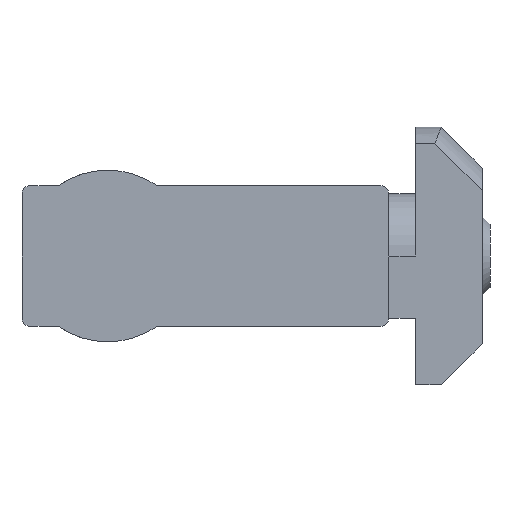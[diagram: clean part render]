
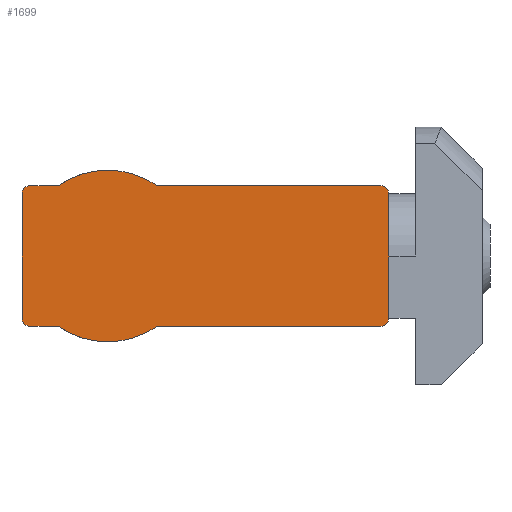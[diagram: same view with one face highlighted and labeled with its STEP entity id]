
A CAD part, left-side view. The second image highlights one B-rep face of the part: STEP entity #1699.
In plain terms, the highlighted planar face has unit normal (-1, 0, 0).
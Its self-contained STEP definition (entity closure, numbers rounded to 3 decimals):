
#12 = CARTESIAN_POINT ( 'NONE',  ( -15., 4., -4.5 ) ) ;
#77 = PLANE ( 'NONE',  #1590 ) ;
#81 = ORIENTED_EDGE ( 'NONE', *, *, #325, .F. ) ;
#83 = DIRECTION ( 'NONE',  ( 0., -1., 0. ) ) ;
#146 = ORIENTED_EDGE ( 'NONE', *, *, #1452, .F. ) ;
#152 = CARTESIAN_POINT ( 'NONE',  ( -15., 0., 0. ) ) ;
#161 = CARTESIAN_POINT ( 'NONE',  ( -15., 5.5, 0. ) ) ;
#234 = EDGE_LOOP ( 'NONE', ( #822, #4459, #2560, #81, #382, #3663, #1569, #146, #2193, #2464, #3553, #537 ) ) ;
#316 = CARTESIAN_POINT ( 'NONE',  ( -15., -3.162, 4.5 ) ) ;
#325 = EDGE_CURVE ( 'NONE', #1146, #629, #3746, .T. ) ;
#382 = ORIENTED_EDGE ( 'NONE', *, *, #2691, .F. ) ;
#537 = ORIENTED_EDGE ( 'NONE', *, *, #3098, .F. ) ;
#545 = VECTOR ( 'NONE', #1528, 1000. ) ;
#629 = VERTEX_POINT ( 'NONE', #316 ) ;
#734 = EDGE_CURVE ( 'NONE', #2114, #1851, #2888, .T. ) ;
#747 = LINE ( 'NONE', #12, #4815 ) ;
#812 = AXIS2_PLACEMENT_3D ( 'NONE', #4056, #976, #1392 ) ;
#822 = ORIENTED_EDGE ( 'NONE', *, *, #955, .F. ) ;
#825 = CARTESIAN_POINT ( 'NONE',  ( -15., 4., 0. ) ) ;
#840 = DIRECTION ( 'NONE',  ( 0., 1., 0. ) ) ;
#955 = EDGE_CURVE ( 'NONE', #1851, #4109, #3555, .T. ) ;
#976 = DIRECTION ( 'NONE',  ( 1., 0., 0. ) ) ;
#1146 = VERTEX_POINT ( 'NONE', #2191 ) ;
#1163 = LINE ( 'NONE', #161, #5044 ) ;
#1184 = VERTEX_POINT ( 'NONE', #1233 ) ;
#1233 = CARTESIAN_POINT ( 'NONE',  ( -15., 5., -4.5 ) ) ;
#1280 = VERTEX_POINT ( 'NONE', #2110 ) ;
#1392 = DIRECTION ( 'NONE',  ( 0., 1., 0. ) ) ;
#1410 = CARTESIAN_POINT ( 'NONE',  ( -15., 0., 0. ) ) ;
#1428 = DIRECTION ( 'NONE',  ( 1., 0., 0. ) ) ;
#1452 = EDGE_CURVE ( 'NONE', #1184, #4912, #3873, .T. ) ;
#1480 = VECTOR ( 'NONE', #2051, 1000. ) ;
#1495 = CARTESIAN_POINT ( 'NONE',  ( -15., 5., -4. ) ) ;
#1528 = DIRECTION ( 'NONE',  ( 0., 1., 0. ) ) ;
#1567 = EDGE_CURVE ( 'NONE', #3229, #1184, #3536, .T. ) ;
#1569 = ORIENTED_EDGE ( 'NONE', *, *, #1891, .F. ) ;
#1590 = AXIS2_PLACEMENT_3D ( 'NONE', #825, #4360, #840 ) ;
#1621 = CARTESIAN_POINT ( 'NONE',  ( -15., 4., 4.5 ) ) ;
#1699 = ADVANCED_FACE ( 'NONE', ( #2375 ), #77, .F. ) ;
#1737 = EDGE_CURVE ( 'NONE', #629, #2114, #3844, .T. ) ;
#1851 = VERTEX_POINT ( 'NONE', #3925 ) ;
#1891 = EDGE_CURVE ( 'NONE', #4912, #4486, #1163, .T. ) ;
#2002 = VERTEX_POINT ( 'NONE', #3358 ) ;
#2051 = DIRECTION ( 'NONE',  ( 0., 0., -1. ) ) ;
#2110 = CARTESIAN_POINT ( 'NONE',  ( -15., -3.162, -4.5 ) ) ;
#2114 = VERTEX_POINT ( 'NONE', #2126 ) ;
#2126 = CARTESIAN_POINT ( 'NONE',  ( -15., -17.5, 4.5 ) ) ;
#2191 = CARTESIAN_POINT ( 'NONE',  ( -15., 3.162, 4.5 ) ) ;
#2193 = ORIENTED_EDGE ( 'NONE', *, *, #1567, .F. ) ;
#2212 = EDGE_CURVE ( 'NONE', #4486, #2002, #3423, .T. ) ;
#2221 = CARTESIAN_POINT ( 'NONE',  ( -15., -18., -4. ) ) ;
#2262 = CIRCLE ( 'NONE', #4110, 5.5 ) ;
#2292 = DIRECTION ( 'NONE',  ( 0., 1., 0. ) ) ;
#2375 = FACE_OUTER_BOUND ( 'NONE', #234, .T. ) ;
#2420 = AXIS2_PLACEMENT_3D ( 'NONE', #1495, #4174, #2292 ) ;
#2464 = ORIENTED_EDGE ( 'NONE', *, *, #2780, .F. ) ;
#2485 = DIRECTION ( 'NONE',  ( 0., 0., 1. ) ) ;
#2560 = ORIENTED_EDGE ( 'NONE', *, *, #1737, .F. ) ;
#2575 = DIRECTION ( 'NONE',  ( 0., -1., 0. ) ) ;
#2597 = AXIS2_PLACEMENT_3D ( 'NONE', #2864, #3323, #2903 ) ;
#2631 = CIRCLE ( 'NONE', #2597, 0.5 ) ;
#2691 = EDGE_CURVE ( 'NONE', #2002, #1146, #3832, .T. ) ;
#2710 = AXIS2_PLACEMENT_3D ( 'NONE', #1410, #4507, #2575 ) ;
#2780 = EDGE_CURVE ( 'NONE', #1280, #3229, #2262, .T. ) ;
#2864 = CARTESIAN_POINT ( 'NONE',  ( -15., -17.5, -4. ) ) ;
#2888 = CIRCLE ( 'NONE', #812, 0.5 ) ;
#2903 = DIRECTION ( 'NONE',  ( 0., 1., 0. ) ) ;
#2974 = CARTESIAN_POINT ( 'NONE',  ( -15., 3.162, -4.5 ) ) ;
#3032 = CARTESIAN_POINT ( 'NONE',  ( -15., 5.5, 4. ) ) ;
#3098 = EDGE_CURVE ( 'NONE', #4109, #3928, #2631, .T. ) ;
#3229 = VERTEX_POINT ( 'NONE', #2974 ) ;
#3241 = DIRECTION ( 'NONE',  ( 1., 0., 0. ) ) ;
#3274 = DIRECTION ( 'NONE',  ( 0., -1., 0. ) ) ;
#3276 = CARTESIAN_POINT ( 'NONE',  ( -15., -18., 0. ) ) ;
#3323 = DIRECTION ( 'NONE',  ( 1., 0., 0. ) ) ;
#3358 = CARTESIAN_POINT ( 'NONE',  ( -15., 5., 4.5 ) ) ;
#3419 = VECTOR ( 'NONE', #83, 1000. ) ;
#3423 = CIRCLE ( 'NONE', #4826, 0.5 ) ;
#3470 = EDGE_CURVE ( 'NONE', #3928, #1280, #747, .T. ) ;
#3536 = LINE ( 'NONE', #3906, #545 ) ;
#3553 = ORIENTED_EDGE ( 'NONE', *, *, #3470, .F. ) ;
#3555 = LINE ( 'NONE', #3276, #1480 ) ;
#3663 = ORIENTED_EDGE ( 'NONE', *, *, #2212, .F. ) ;
#3746 = CIRCLE ( 'NONE', #2710, 5.5 ) ;
#3777 = VECTOR ( 'NONE', #4737, 1000. ) ;
#3832 = LINE ( 'NONE', #4741, #3419 ) ;
#3844 = LINE ( 'NONE', #1621, #3777 ) ;
#3873 = CIRCLE ( 'NONE', #2420, 0.5 ) ;
#3906 = CARTESIAN_POINT ( 'NONE',  ( -15., 4., -4.5 ) ) ;
#3925 = CARTESIAN_POINT ( 'NONE',  ( -15., -18., 4. ) ) ;
#3928 = VERTEX_POINT ( 'NONE', #4046 ) ;
#4046 = CARTESIAN_POINT ( 'NONE',  ( -15., -17.5, -4.5 ) ) ;
#4056 = CARTESIAN_POINT ( 'NONE',  ( -15., -17.5, 4. ) ) ;
#4109 = VERTEX_POINT ( 'NONE', #2221 ) ;
#4110 = AXIS2_PLACEMENT_3D ( 'NONE', #152, #3241, #3274 ) ;
#4123 = CARTESIAN_POINT ( 'NONE',  ( -15., 5., 4. ) ) ;
#4174 = DIRECTION ( 'NONE',  ( 1., 0., 0. ) ) ;
#4211 = DIRECTION ( 'NONE',  ( 0., 1., 0. ) ) ;
#4291 = DIRECTION ( 'NONE',  ( 0., 1., 0. ) ) ;
#4360 = DIRECTION ( 'NONE',  ( 1., 0., 0. ) ) ;
#4459 = ORIENTED_EDGE ( 'NONE', *, *, #734, .F. ) ;
#4486 = VERTEX_POINT ( 'NONE', #3032 ) ;
#4507 = DIRECTION ( 'NONE',  ( 1., 0., 0. ) ) ;
#4737 = DIRECTION ( 'NONE',  ( 0., -1., 0. ) ) ;
#4741 = CARTESIAN_POINT ( 'NONE',  ( -15., 4., 4.5 ) ) ;
#4795 = CARTESIAN_POINT ( 'NONE',  ( -15., 5.5, -4. ) ) ;
#4815 = VECTOR ( 'NONE', #4291, 1000. ) ;
#4826 = AXIS2_PLACEMENT_3D ( 'NONE', #4123, #1428, #4211 ) ;
#4912 = VERTEX_POINT ( 'NONE', #4795 ) ;
#5044 = VECTOR ( 'NONE', #2485, 1000. ) ;
